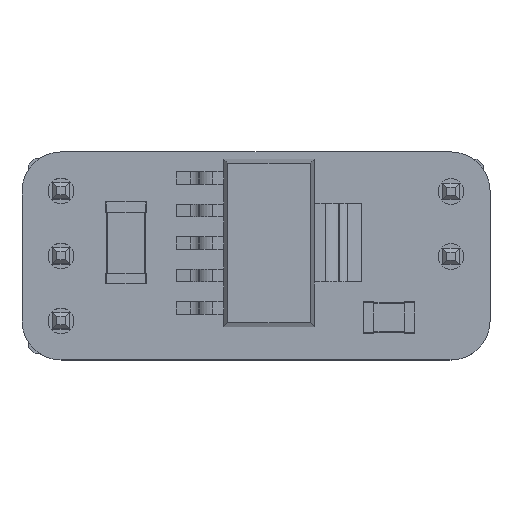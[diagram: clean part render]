
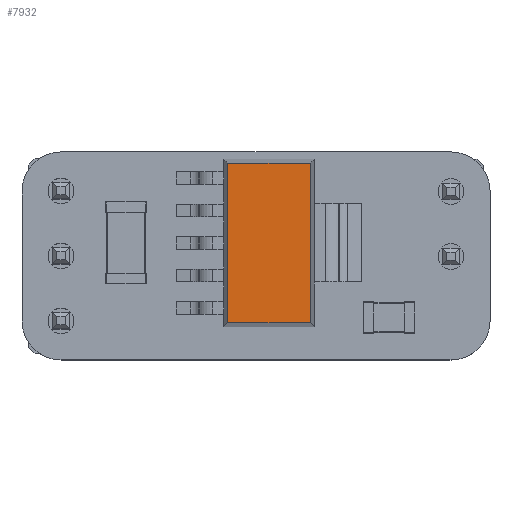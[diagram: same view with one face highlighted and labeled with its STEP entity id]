
A CAD part, top view. The second image highlights one B-rep face of the part: STEP entity #7932.
In plain terms, the highlighted free-form (B-spline) face has degree [1, 1] with [2, 2] control points.
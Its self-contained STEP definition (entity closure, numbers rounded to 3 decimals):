
#6740 = B_SPLINE_SURFACE_WITH_KNOTS('',1,1,(
    (#6741,#6742)
    ,(#6743,#6744
    )),.UNSPECIFIED.,.F.,.F.,.F.,(2,2),(2,2),(-1.111,
    0.),(0.,6.55),
  .PIECEWISE_BEZIER_KNOTS.);
#6741 = CARTESIAN_POINT('',(-3.275,-1.62,1.8));
#6742 = CARTESIAN_POINT('',(3.275,-1.62,1.8));
#6743 = CARTESIAN_POINT('',(-3.275,-1.775,0.7));
#6744 = CARTESIAN_POINT('',(3.275,-1.775,0.7));
#7285 = B_SPLINE_SURFACE_WITH_KNOTS('',1,1,(
    (#7286,#7287)
    ,(#7288,#7289
    )),.UNSPECIFIED.,.F.,.F.,.F.,(2,2),(2,2),(0.,
    1.111),(0.,6.55),.PIECEWISE_BEZIER_KNOTS.);
#7286 = CARTESIAN_POINT('',(-3.275,1.775,0.7));
#7287 = CARTESIAN_POINT('',(3.275,1.775,0.7));
#7288 = CARTESIAN_POINT('',(-3.275,1.62,1.8));
#7289 = CARTESIAN_POINT('',(3.275,1.62,1.8));
#7368 = B_SPLINE_SURFACE_WITH_KNOTS('',1,1,(
    (#7369,#7370)
    ,(#7371,#7372
    )),.UNSPECIFIED.,.F.,.F.,.F.,(2,2),(2,2),(0.,1.111),(-3.55,
    0.),.PIECEWISE_BEZIER_KNOTS.);
#7369 = CARTESIAN_POINT('',(-3.275,-1.775,0.7));
#7370 = CARTESIAN_POINT('',(-3.275,1.775,0.7));
#7371 = CARTESIAN_POINT('',(-3.12,-1.775,1.8));
#7372 = CARTESIAN_POINT('',(-3.12,1.775,1.8));
#7533 = B_SPLINE_SURFACE_WITH_KNOTS('',1,1,(
    (#7534,#7535)
    ,(#7536,#7537
    )),.UNSPECIFIED.,.F.,.F.,.F.,(2,2),(2,2),(-1.111,
    0.),(-3.55,0.),.PIECEWISE_BEZIER_KNOTS.);
#7534 = CARTESIAN_POINT('',(3.12,-1.775,1.8));
#7535 = CARTESIAN_POINT('',(3.12,1.775,1.8));
#7536 = CARTESIAN_POINT('',(3.275,-1.775,0.7));
#7537 = CARTESIAN_POINT('',(3.275,1.775,0.7));
#7617 = VERTEX_POINT('',#7618);
#7618 = CARTESIAN_POINT('',(-3.12,-1.62,1.8));
#7636 = EDGE_CURVE('',#7637,#7617,#7639,.T.);
#7637 = VERTEX_POINT('',#7638);
#7638 = CARTESIAN_POINT('',(-3.12,1.62,1.8));
#7639 = SURFACE_CURVE('',#7640,(#7643,#7649),.PCURVE_S1.);
#7640 = B_SPLINE_CURVE_WITH_KNOTS('',1,(#7641,#7642),.UNSPECIFIED.,.F.,
  .F.,(2,2),(0.155,3.395),.PIECEWISE_BEZIER_KNOTS.);
#7641 = CARTESIAN_POINT('',(-3.12,1.62,1.8));
#7642 = CARTESIAN_POINT('',(-3.12,-1.62,1.8));
#7643 = PCURVE('',#7368,#7644);
#7644 = DEFINITIONAL_REPRESENTATION('',(#7645),#7648);
#7645 = B_SPLINE_CURVE_WITH_KNOTS('',1,(#7646,#7647),.UNSPECIFIED.,.F.,
  .F.,(2,2),(0.155,3.395),.PIECEWISE_BEZIER_KNOTS.);
#7646 = CARTESIAN_POINT('',(1.111,-0.155));
#7647 = CARTESIAN_POINT('',(1.111,-3.395));
#7648 = ( GEOMETRIC_REPRESENTATION_CONTEXT(2) 
PARAMETRIC_REPRESENTATION_CONTEXT() REPRESENTATION_CONTEXT('2D SPACE',''
  ) );
#7649 = PCURVE('',#7650,#7655);
#7650 = B_SPLINE_SURFACE_WITH_KNOTS('',1,1,(
    (#7651,#7652)
    ,(#7653,#7654
    )),.UNSPECIFIED.,.F.,.F.,.F.,(2,2),(2,2),(-3.12,
    3.12),(-1.62,1.62),
  .PIECEWISE_BEZIER_KNOTS.);
#7651 = CARTESIAN_POINT('',(-3.12,-1.62,1.8));
#7652 = CARTESIAN_POINT('',(-3.12,1.62,1.8));
#7653 = CARTESIAN_POINT('',(3.12,-1.62,1.8));
#7654 = CARTESIAN_POINT('',(3.12,1.62,1.8));
#7655 = DEFINITIONAL_REPRESENTATION('',(#7656),#7659);
#7656 = B_SPLINE_CURVE_WITH_KNOTS('',1,(#7657,#7658),.UNSPECIFIED.,.F.,
  .F.,(2,2),(0.155,3.395),.PIECEWISE_BEZIER_KNOTS.);
#7657 = CARTESIAN_POINT('',(-3.12,1.62));
#7658 = CARTESIAN_POINT('',(-3.12,-1.62));
#7659 = ( GEOMETRIC_REPRESENTATION_CONTEXT(2) 
PARAMETRIC_REPRESENTATION_CONTEXT() REPRESENTATION_CONTEXT('2D SPACE',''
  ) );
#7804 = VERTEX_POINT('',#7805);
#7805 = CARTESIAN_POINT('',(3.12,-1.62,1.8));
#7823 = EDGE_CURVE('',#7617,#7804,#7824,.T.);
#7824 = SURFACE_CURVE('',#7825,(#7828,#7834),.PCURVE_S1.);
#7825 = B_SPLINE_CURVE_WITH_KNOTS('',1,(#7826,#7827),.UNSPECIFIED.,.F.,
  .F.,(2,2),(0.155,6.395),.PIECEWISE_BEZIER_KNOTS.);
#7826 = CARTESIAN_POINT('',(-3.12,-1.62,1.8));
#7827 = CARTESIAN_POINT('',(3.12,-1.62,1.8));
#7828 = PCURVE('',#6740,#7829);
#7829 = DEFINITIONAL_REPRESENTATION('',(#7830),#7833);
#7830 = B_SPLINE_CURVE_WITH_KNOTS('',1,(#7831,#7832),.UNSPECIFIED.,.F.,
  .F.,(2,2),(0.155,6.395),.PIECEWISE_BEZIER_KNOTS.);
#7831 = CARTESIAN_POINT('',(-1.111,0.155));
#7832 = CARTESIAN_POINT('',(-1.111,6.395));
#7833 = ( GEOMETRIC_REPRESENTATION_CONTEXT(2) 
PARAMETRIC_REPRESENTATION_CONTEXT() REPRESENTATION_CONTEXT('2D SPACE',''
  ) );
#7834 = PCURVE('',#7650,#7835);
#7835 = DEFINITIONAL_REPRESENTATION('',(#7836),#7839);
#7836 = B_SPLINE_CURVE_WITH_KNOTS('',1,(#7837,#7838),.UNSPECIFIED.,.F.,
  .F.,(2,2),(0.155,6.395),.PIECEWISE_BEZIER_KNOTS.);
#7837 = CARTESIAN_POINT('',(-3.12,-1.62));
#7838 = CARTESIAN_POINT('',(3.12,-1.62));
#7839 = ( GEOMETRIC_REPRESENTATION_CONTEXT(2) 
PARAMETRIC_REPRESENTATION_CONTEXT() REPRESENTATION_CONTEXT('2D SPACE',''
  ) );
#7847 = VERTEX_POINT('',#7848);
#7848 = CARTESIAN_POINT('',(3.12,1.62,1.8));
#7866 = EDGE_CURVE('',#7804,#7847,#7867,.T.);
#7867 = SURFACE_CURVE('',#7868,(#7871,#7877),.PCURVE_S1.);
#7868 = B_SPLINE_CURVE_WITH_KNOTS('',1,(#7869,#7870),.UNSPECIFIED.,.F.,
  .F.,(2,2),(-3.395,-0.155),.PIECEWISE_BEZIER_KNOTS.);
#7869 = CARTESIAN_POINT('',(3.12,-1.62,1.8));
#7870 = CARTESIAN_POINT('',(3.12,1.62,1.8));
#7871 = PCURVE('',#7533,#7872);
#7872 = DEFINITIONAL_REPRESENTATION('',(#7873),#7876);
#7873 = B_SPLINE_CURVE_WITH_KNOTS('',1,(#7874,#7875),.UNSPECIFIED.,.F.,
  .F.,(2,2),(-3.395,-0.155),.PIECEWISE_BEZIER_KNOTS.);
#7874 = CARTESIAN_POINT('',(-1.111,-3.395));
#7875 = CARTESIAN_POINT('',(-1.111,-0.155));
#7876 = ( GEOMETRIC_REPRESENTATION_CONTEXT(2) 
PARAMETRIC_REPRESENTATION_CONTEXT() REPRESENTATION_CONTEXT('2D SPACE',''
  ) );
#7877 = PCURVE('',#7650,#7878);
#7878 = DEFINITIONAL_REPRESENTATION('',(#7879),#7882);
#7879 = B_SPLINE_CURVE_WITH_KNOTS('',1,(#7880,#7881),.UNSPECIFIED.,.F.,
  .F.,(2,2),(-3.395,-0.155),.PIECEWISE_BEZIER_KNOTS.);
#7880 = CARTESIAN_POINT('',(3.12,-1.62));
#7881 = CARTESIAN_POINT('',(3.12,1.62));
#7882 = ( GEOMETRIC_REPRESENTATION_CONTEXT(2) 
PARAMETRIC_REPRESENTATION_CONTEXT() REPRESENTATION_CONTEXT('2D SPACE',''
  ) );
#7914 = EDGE_CURVE('',#7847,#7637,#7915,.T.);
#7915 = SURFACE_CURVE('',#7916,(#7919,#7925),.PCURVE_S1.);
#7916 = B_SPLINE_CURVE_WITH_KNOTS('',1,(#7917,#7918),.UNSPECIFIED.,.F.,
  .F.,(2,2),(-6.395,-0.155),.PIECEWISE_BEZIER_KNOTS.);
#7917 = CARTESIAN_POINT('',(3.12,1.62,1.8));
#7918 = CARTESIAN_POINT('',(-3.12,1.62,1.8));
#7919 = PCURVE('',#7285,#7920);
#7920 = DEFINITIONAL_REPRESENTATION('',(#7921),#7924);
#7921 = B_SPLINE_CURVE_WITH_KNOTS('',1,(#7922,#7923),.UNSPECIFIED.,.F.,
  .F.,(2,2),(-6.395,-0.155),.PIECEWISE_BEZIER_KNOTS.);
#7922 = CARTESIAN_POINT('',(1.111,6.395));
#7923 = CARTESIAN_POINT('',(1.111,0.155));
#7924 = ( GEOMETRIC_REPRESENTATION_CONTEXT(2) 
PARAMETRIC_REPRESENTATION_CONTEXT() REPRESENTATION_CONTEXT('2D SPACE',''
  ) );
#7925 = PCURVE('',#7650,#7926);
#7926 = DEFINITIONAL_REPRESENTATION('',(#7927),#7930);
#7927 = B_SPLINE_CURVE_WITH_KNOTS('',1,(#7928,#7929),.UNSPECIFIED.,.F.,
  .F.,(2,2),(-6.395,-0.155),.PIECEWISE_BEZIER_KNOTS.);
#7928 = CARTESIAN_POINT('',(3.12,1.62));
#7929 = CARTESIAN_POINT('',(-3.12,1.62));
#7930 = ( GEOMETRIC_REPRESENTATION_CONTEXT(2) 
PARAMETRIC_REPRESENTATION_CONTEXT() REPRESENTATION_CONTEXT('2D SPACE',''
  ) );
#7932 = ADVANCED_FACE('',(#7933),#7650,.T.);
#7933 = FACE_BOUND('',#7934,.T.);
#7934 = EDGE_LOOP('',(#7935,#7936,#7937,#7938));
#7935 = ORIENTED_EDGE('',*,*,#7636,.T.);
#7936 = ORIENTED_EDGE('',*,*,#7823,.T.);
#7937 = ORIENTED_EDGE('',*,*,#7866,.T.);
#7938 = ORIENTED_EDGE('',*,*,#7914,.T.);
